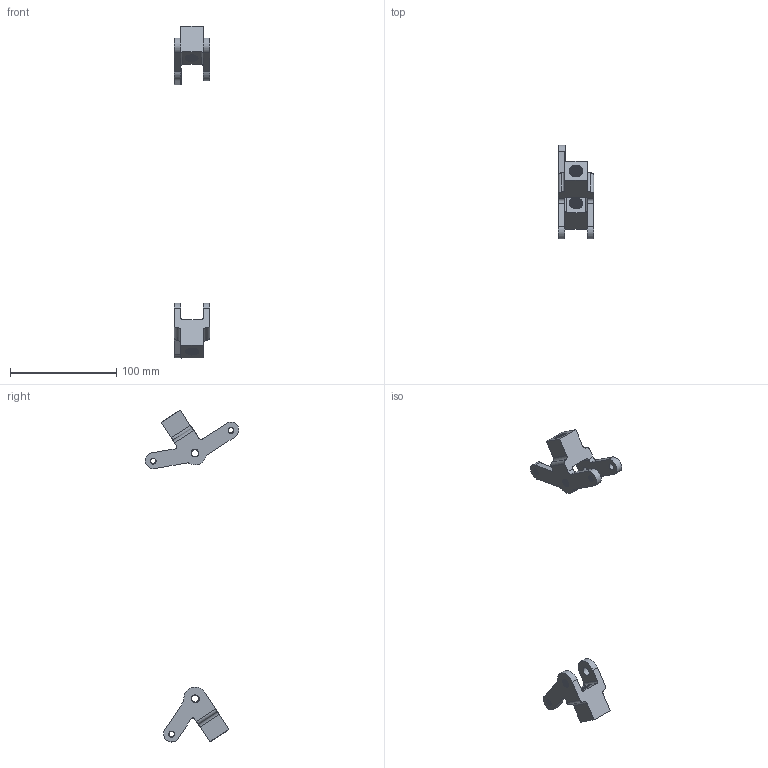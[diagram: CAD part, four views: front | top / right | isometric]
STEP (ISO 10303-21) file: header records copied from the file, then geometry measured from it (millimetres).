
FILE_DESCRIPTION(/* description */ (''),/* implementation_level */ '2;1');
FILE_NAME(/* name */ 'Ackermann Steering Knuckles.step',/* time_stamp */ '2020-06-02T19:08:50-04:00',/* author */ (''),/* organization */ (''),/* preprocessor_version */ 'ST-DEVELOPER v18.1',/* originating_system */ 'Autodesk Translation Framework v9.3.0.1241',/* authorisation */ '');
FILE_SCHEMA (('AUTOMOTIVE_DESIGN { 1 0 10303 214 3 1 1 }'));
Length unit declared in the file: millimetre
Products named in the file (4): steering V3; steering V2 v43; Actuator Knuckle; Slave Knuckle
Assembly tree (3 placements, depth 3):
  steering V3
    steering V2 v43
      Actuator Knuckle
      Slave Knuckle
Bounding box: 33.4 x 87.86 x 311.87 mm (x, y, z)
Volume: 47325.8 mm3; surface area: 22282.5 mm2
Topology: 2 solids, 2 shells, 241 faces, 709 edges, 472 vertices
Faces by surface type: cylinder 197, plane 30, bspline 14
Full cylindrical faces by diameter (mm): 5.035 x9, 6.1 x1, 6.147 x3, 6.779 x4, 8.2 x2, 11.427 x44, 12.7 x44, 15 x2
Entity records: 23395 total; most frequent: CARTESIAN_POINT 17476, ORIENTED_EDGE 1418, DIRECTION 917, EDGE_CURVE 709, VERTEX_POINT 472, B_SPLINE_CURVE_WITH_KNOTS 356, AXIS2_PLACEMENT_3D 330, EDGE_LOOP 261
